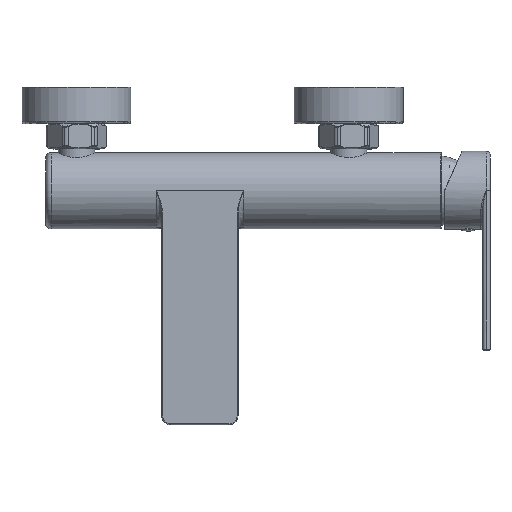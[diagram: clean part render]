
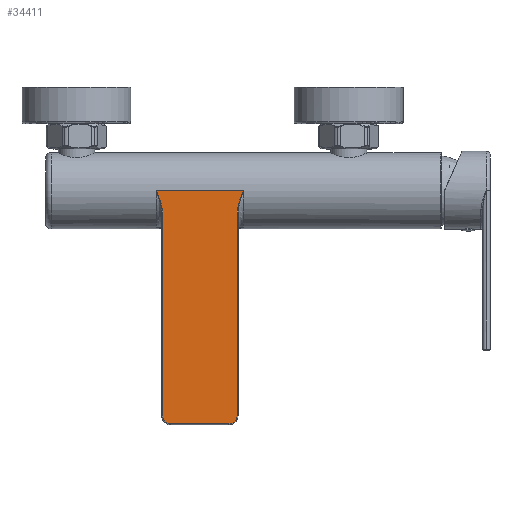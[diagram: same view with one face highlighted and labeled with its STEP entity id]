
A CAD part, top view. The second image highlights one B-rep face of the part: STEP entity #34411.
In plain terms, the highlighted planar face has unit normal (0, 0, 1).
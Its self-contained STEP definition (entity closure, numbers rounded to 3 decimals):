
#16654=CARTESIAN_POINT('',(-19.337,68.163,21.));
#16655=VERTEX_POINT('',#16654);
#16681=CARTESIAN_POINT('',(28.663,68.163,21.));
#16682=VERTEX_POINT('',#16681);
#16683=CARTESIAN_POINT('',(-19.337,68.163,21.));
#16684=DIRECTION('',(1.,0.,0.));
#16685=VECTOR('',#16684,48.);
#16686=LINE('',#16683,#16685);
#16687=EDGE_CURVE('',#16655,#16682,#16686,.T.);
#27930=CARTESIAN_POINT('',(-15.837,-55.837,21.));
#27931=VERTEX_POINT('',#27930);
#27932=CARTESIAN_POINT('',(-15.837,55.683,21.));
#27933=VERTEX_POINT('',#27932);
#27934=CARTESIAN_POINT('',(-15.837,-55.837,21.));
#27935=DIRECTION('',(-0.,1.,-0.));
#27936=VECTOR('',#27935,111.52);
#27937=LINE('',#27934,#27936);
#27938=EDGE_CURVE('',#27931,#27933,#27937,.T.);
#27963=CARTESIAN_POINT('',(-11.337,-60.337,21.));
#27964=VERTEX_POINT('',#27963);
#27965=CARTESIAN_POINT('',(-11.337,-55.837,21.));
#27966=DIRECTION('',(-0.,-0.,1.));
#27967=DIRECTION('',(-0.,1.,0.));
#27968=AXIS2_PLACEMENT_3D('',#27965,#27966,#27967);
#27969=CIRCLE('',#27968,4.5);
#27970=EDGE_CURVE('',#27931,#27964,#27969,.T.);
#27997=CARTESIAN_POINT('',(20.663,-60.337,21.));
#27998=VERTEX_POINT('',#27997);
#27999=CARTESIAN_POINT('',(20.663,-60.337,21.));
#28000=DIRECTION('',(-1.,-0.,-0.));
#28001=VECTOR('',#28000,32.);
#28002=LINE('',#27999,#28001);
#28003=EDGE_CURVE('',#27998,#27964,#28002,.T.);
#28029=CARTESIAN_POINT('',(25.163,-55.837,21.));
#28030=VERTEX_POINT('',#28029);
#28031=CARTESIAN_POINT('',(20.663,-55.837,21.));
#28032=DIRECTION('',(-0.,-0.,1.));
#28033=DIRECTION('',(-0.,1.,0.));
#28034=AXIS2_PLACEMENT_3D('',#28031,#28032,#28033);
#28035=CIRCLE('',#28034,4.5);
#28036=EDGE_CURVE('',#27998,#28030,#28035,.T.);
#28063=CARTESIAN_POINT('',(25.163,55.683,21.));
#28064=VERTEX_POINT('',#28063);
#28065=CARTESIAN_POINT('',(25.163,55.683,21.));
#28066=DIRECTION('',(0.,-1.,-0.));
#28067=VECTOR('',#28066,111.52);
#28068=LINE('',#28065,#28067);
#28069=EDGE_CURVE('',#28064,#28030,#28068,.T.);
#28168=CARTESIAN_POINT('',(25.163,55.683,21.));
#28169=CARTESIAN_POINT('',(25.166,56.569,21.));
#28170=CARTESIAN_POINT('',(25.329,58.419,21.));
#28171=CARTESIAN_POINT('',(26.087,61.448,21.));
#28172=CARTESIAN_POINT('',(27.228,64.662,21.));
#28173=CARTESIAN_POINT('',(28.152,66.971,21.));
#28174=CARTESIAN_POINT('',(28.663,68.163,21.));
#28175=B_SPLINE_CURVE_WITH_KNOTS('',3,(#28168,#28169,#28170,#28171,#28172,#28173,#28174),.UNSPECIFIED.,.F.,.F.,(4,1,1,1,4),(0.,0.25,0.5,0.75,1.),.UNSPECIFIED.);
#28176=EDGE_CURVE('',#28064,#16682,#28175,.T.);
#34387=CARTESIAN_POINT('',(-16.337,-60.837,21.));
#34388=DIRECTION('',(0.,0.,-1.));
#34389=DIRECTION('',(-0.,1.,0.));
#34390=AXIS2_PLACEMENT_3D('',#34387,#34388,#34389);
#34391=PLANE('',#34390);
#34392=ORIENTED_EDGE('',*,*,#16687,.F.);
#34393=CARTESIAN_POINT('',(-19.337,68.163,21.));
#34394=CARTESIAN_POINT('',(-18.826,66.97,21.));
#34395=CARTESIAN_POINT('',(-17.901,64.66,21.));
#34396=CARTESIAN_POINT('',(-16.76,61.447,21.));
#34397=CARTESIAN_POINT('',(-16.003,58.418,21.));
#34398=CARTESIAN_POINT('',(-15.84,56.569,21.));
#34399=CARTESIAN_POINT('',(-15.837,55.683,21.));
#34400=B_SPLINE_CURVE_WITH_KNOTS('',3,(#34393,#34394,#34395,#34396,#34397,#34398,#34399),.UNSPECIFIED.,.F.,.F.,(4,1,1,1,4),(0.,0.25,0.5,0.75,1.),.UNSPECIFIED.);
#34401=EDGE_CURVE('',#16655,#27933,#34400,.T.);
#34402=ORIENTED_EDGE('',*,*,#34401,.T.);
#34403=ORIENTED_EDGE('',*,*,#27938,.F.);
#34404=ORIENTED_EDGE('',*,*,#27970,.T.);
#34405=ORIENTED_EDGE('',*,*,#28003,.F.);
#34406=ORIENTED_EDGE('',*,*,#28036,.T.);
#34407=ORIENTED_EDGE('',*,*,#28069,.F.);
#34408=ORIENTED_EDGE('',*,*,#28176,.T.);
#34409=EDGE_LOOP('',(#34392,#34402,#34403,#34404,#34405,#34406,#34407,#34408));
#34410=FACE_BOUND('',#34409,.T.);
#34411=ADVANCED_FACE('',(#34410),#34391,.F.);
